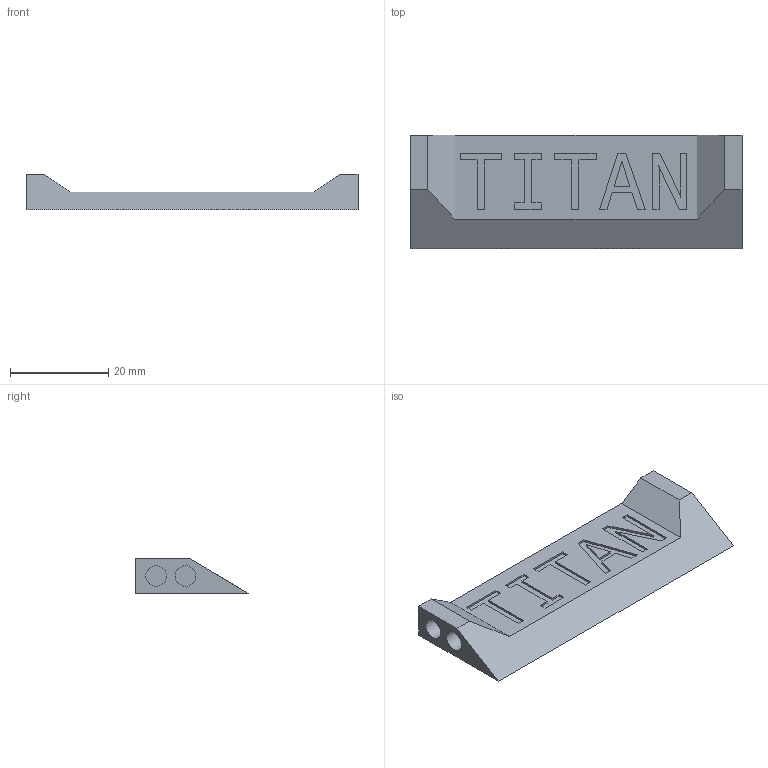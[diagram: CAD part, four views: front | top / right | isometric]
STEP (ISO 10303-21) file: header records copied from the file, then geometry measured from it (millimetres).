
FILE_DESCRIPTION(/* description */ ('Alibre Inc.'),/* implementation_level */ '2;1');
FILE_NAME(/* name */ 'export-8B25F201-B8E5-435F-A836-E73F179916D0',/* time_stamp */ '2024-07-01T18:30:43-06:00',/* author */ (''),/* organization */ (''),/* preprocessor_version */ 'ST-DEVELOPER v17',/* originating_system */ 'Alibre',/* authorisation */ '');
FILE_SCHEMA (('CONFIG_CONTROL_DESIGN'));
Length unit declared in the file: centimetre
Bounding box: 67.5 x 23 x 7.2 mm (x, y, z)
Volume: 5188.2 mm3; surface area: 4098.8 mm2
Topology: 1 solids, 1 shells, 78 faces, 198 edges, 132 vertices
Faces by surface type: plane 70, cylinder 4, bspline 4
Full cylindrical faces by diameter (mm): 4.2 x4
Entity records: 2363 total; most frequent: CARTESIAN_POINT 497, ORIENTED_EDGE 388, DIRECTION 269, EDGE_CURVE 194, VECTOR 176, LINE 176, VERTEX_POINT 132, EDGE_LOOP 92
